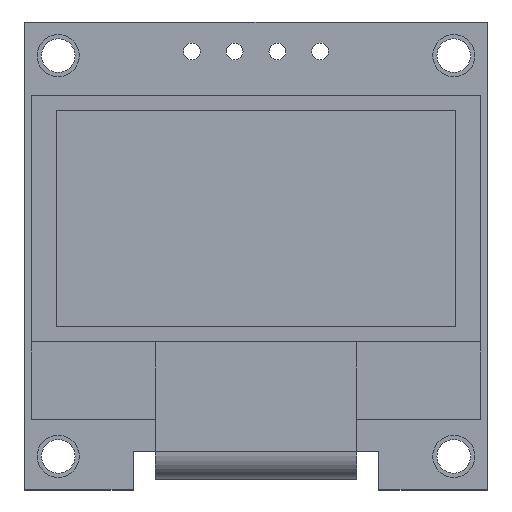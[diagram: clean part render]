
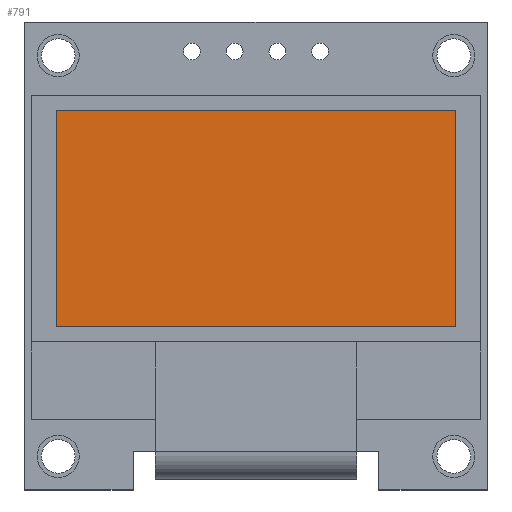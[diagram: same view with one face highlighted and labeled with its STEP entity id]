
A CAD part, top view. The second image highlights one B-rep face of the part: STEP entity #791.
In plain terms, the highlighted planar face has unit normal (0, 0, 1).
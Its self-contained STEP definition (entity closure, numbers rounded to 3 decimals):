
#662 = VERTEX_POINT('',#663);
#663 = CARTESIAN_POINT('',(-11.872,8.65,3.3));
#669 = EDGE_CURVE('',#662,#670,#672,.T.);
#670 = VERTEX_POINT('',#671);
#671 = CARTESIAN_POINT('',(-11.872,-4.214,3.3));
#672 = LINE('',#673,#674);
#673 = CARTESIAN_POINT('',(-11.872,8.65,3.3));
#674 = VECTOR('',#675,1.);
#675 = DIRECTION('',(0.,-1.,0.));
#700 = EDGE_CURVE('',#670,#701,#703,.T.);
#701 = VERTEX_POINT('',#702);
#702 = CARTESIAN_POINT('',(11.872,-4.214,3.3));
#703 = LINE('',#704,#705);
#704 = CARTESIAN_POINT('',(-11.872,-4.214,3.3));
#705 = VECTOR('',#706,1.);
#706 = DIRECTION('',(1.,0.,0.));
#731 = EDGE_CURVE('',#701,#732,#734,.T.);
#732 = VERTEX_POINT('',#733);
#733 = CARTESIAN_POINT('',(11.872,8.65,3.3));
#734 = LINE('',#735,#736);
#735 = CARTESIAN_POINT('',(11.872,-4.214,3.3));
#736 = VECTOR('',#737,1.);
#737 = DIRECTION('',(0.,1.,0.));
#762 = EDGE_CURVE('',#732,#662,#763,.T.);
#763 = LINE('',#764,#765);
#764 = CARTESIAN_POINT('',(11.872,8.65,3.3));
#765 = VECTOR('',#766,1.);
#766 = DIRECTION('',(-1.,0.,0.));
#791 = ADVANCED_FACE('',(#792),#798,.T.);
#792 = FACE_BOUND('',#793,.T.);
#793 = EDGE_LOOP('',(#794,#795,#796,#797));
#794 = ORIENTED_EDGE('',*,*,#669,.T.);
#795 = ORIENTED_EDGE('',*,*,#700,.T.);
#796 = ORIENTED_EDGE('',*,*,#731,.T.);
#797 = ORIENTED_EDGE('',*,*,#762,.T.);
#798 = PLANE('',#799);
#799 = AXIS2_PLACEMENT_3D('',#800,#801,#802);
#800 = CARTESIAN_POINT('',(0.,2.218,3.3));
#801 = DIRECTION('',(0.,0.,1.));
#802 = DIRECTION('',(1.,0.,0.));
